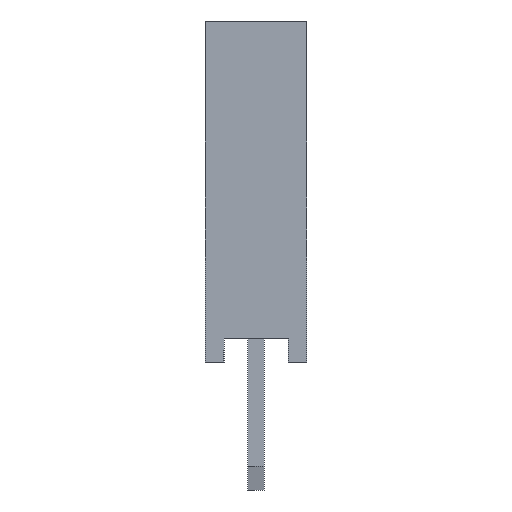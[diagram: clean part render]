
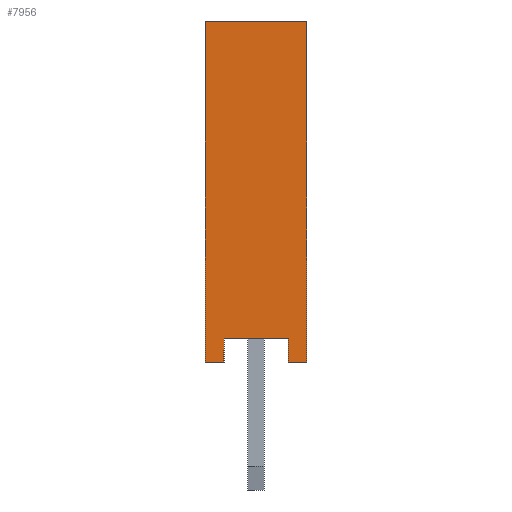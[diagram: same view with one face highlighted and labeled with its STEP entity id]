
A CAD part, left-side view. The second image highlights one B-rep face of the part: STEP entity #7956.
In plain terms, the highlighted planar face has unit normal (-1, 0, 0).
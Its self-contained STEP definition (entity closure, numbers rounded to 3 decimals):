
#60 = ORIENTED_EDGE ( 'NONE', *, *, #2358, .T. ) ;
#500 = CARTESIAN_POINT ( 'NONE',  ( -1.27, 0.47, 0.6 ) ) ;
#851 = VERTEX_POINT ( 'NONE', #9769 ) ;
#858 = LINE ( 'NONE', #8808, #3163 ) ;
#903 = VECTOR ( 'NONE', #9629, 1000. ) ;
#931 = EDGE_CURVE ( 'NONE', #12974, #4889, #8364, .T. ) ;
#1109 = EDGE_CURVE ( 'NONE', #851, #9431, #6255, .T. ) ;
#1269 = EDGE_LOOP ( 'NONE', ( #10816, #9288, #11034, #7908, #9457, #11949, #6935, #60 ) ) ;
#1334 = VERTEX_POINT ( 'NONE', #8145 ) ;
#1662 = VECTOR ( 'NONE', #5981, 1000. ) ;
#2033 = CARTESIAN_POINT ( 'NONE',  ( -1.27, 0., 0. ) ) ;
#2358 = EDGE_CURVE ( 'NONE', #1334, #3587, #4727, .T. ) ;
#2931 = DIRECTION ( 'NONE',  ( 1., 0., 0. ) ) ;
#3163 = VECTOR ( 'NONE', #9803, 1000. ) ;
#3192 = EDGE_CURVE ( 'NONE', #8717, #851, #6694, .T. ) ;
#3368 = CARTESIAN_POINT ( 'NONE',  ( -1.27, 2.54, 8.5 ) ) ;
#3455 = LINE ( 'NONE', #3368, #6487 ) ;
#3552 = VECTOR ( 'NONE', #8021, 1000. ) ;
#3587 = VERTEX_POINT ( 'NONE', #5640 ) ;
#3646 = LINE ( 'NONE', #7330, #13049 ) ;
#3884 = FACE_OUTER_BOUND ( 'NONE', #1269, .T. ) ;
#4100 = DIRECTION ( 'NONE',  ( 0., -1., 0. ) ) ;
#4507 = CARTESIAN_POINT ( 'NONE',  ( -1.27, 0., 8.5 ) ) ;
#4668 = EDGE_CURVE ( 'NONE', #7246, #4889, #858, .T. ) ;
#4727 = LINE ( 'NONE', #13406, #9935 ) ;
#4889 = VERTEX_POINT ( 'NONE', #2033 ) ;
#5147 = CARTESIAN_POINT ( 'NONE',  ( -1.27, 0., 8.5 ) ) ;
#5384 = EDGE_CURVE ( 'NONE', #7246, #8717, #12036, .T. ) ;
#5640 = CARTESIAN_POINT ( 'NONE',  ( -1.27, 2.54, 0. ) ) ;
#5981 = DIRECTION ( 'NONE',  ( 0., 1., 0. ) ) ;
#6015 = CARTESIAN_POINT ( 'NONE',  ( -1.27, 2.07, 0.6 ) ) ;
#6255 = LINE ( 'NONE', #6015, #3552 ) ;
#6487 = VECTOR ( 'NONE', #7544, 1000. ) ;
#6694 = LINE ( 'NONE', #500, #1662 ) ;
#6935 = ORIENTED_EDGE ( 'NONE', *, *, #9565, .F. ) ;
#7081 = DIRECTION ( 'NONE',  ( 0., 0., -1. ) ) ;
#7144 = AXIS2_PLACEMENT_3D ( 'NONE', #10090, #2931, #7081 ) ;
#7191 = CARTESIAN_POINT ( 'NONE',  ( -1.27, 2.07, 0. ) ) ;
#7246 = VERTEX_POINT ( 'NONE', #10727 ) ;
#7330 = CARTESIAN_POINT ( 'NONE',  ( -1.27, 2.54, 0. ) ) ;
#7544 = DIRECTION ( 'NONE',  ( 0., -1., 0. ) ) ;
#7908 = ORIENTED_EDGE ( 'NONE', *, *, #5384, .F. ) ;
#7956 = ADVANCED_FACE ( 'NONE', ( #3884 ), #13154, .F. ) ;
#8021 = DIRECTION ( 'NONE',  ( 0., 0., -1. ) ) ;
#8145 = CARTESIAN_POINT ( 'NONE',  ( -1.27, 2.54, 8.5 ) ) ;
#8364 = LINE ( 'NONE', #4507, #903 ) ;
#8717 = VERTEX_POINT ( 'NONE', #13499 ) ;
#8808 = CARTESIAN_POINT ( 'NONE',  ( -1.27, 2.54, 0. ) ) ;
#9288 = ORIENTED_EDGE ( 'NONE', *, *, #1109, .F. ) ;
#9431 = VERTEX_POINT ( 'NONE', #7191 ) ;
#9457 = ORIENTED_EDGE ( 'NONE', *, *, #4668, .T. ) ;
#9565 = EDGE_CURVE ( 'NONE', #1334, #12974, #3455, .T. ) ;
#9629 = DIRECTION ( 'NONE',  ( 0., 0., -1. ) ) ;
#9769 = CARTESIAN_POINT ( 'NONE',  ( -1.27, 2.07, 0.6 ) ) ;
#9803 = DIRECTION ( 'NONE',  ( 0., -1., 0. ) ) ;
#9935 = VECTOR ( 'NONE', #11192, 1000. ) ;
#10090 = CARTESIAN_POINT ( 'NONE',  ( -1.27, 2.54, 8.5 ) ) ;
#10727 = CARTESIAN_POINT ( 'NONE',  ( -1.27, 0.47, 0. ) ) ;
#10816 = ORIENTED_EDGE ( 'NONE', *, *, #11472, .T. ) ;
#11034 = ORIENTED_EDGE ( 'NONE', *, *, #3192, .F. ) ;
#11192 = DIRECTION ( 'NONE',  ( 0., 0., -1. ) ) ;
#11472 = EDGE_CURVE ( 'NONE', #3587, #9431, #3646, .T. ) ;
#11692 = VECTOR ( 'NONE', #12971, 1000. ) ;
#11949 = ORIENTED_EDGE ( 'NONE', *, *, #931, .F. ) ;
#12036 = LINE ( 'NONE', #12789, #11692 ) ;
#12789 = CARTESIAN_POINT ( 'NONE',  ( -1.27, 0.47, 0.6 ) ) ;
#12971 = DIRECTION ( 'NONE',  ( 0., 0., 1. ) ) ;
#12974 = VERTEX_POINT ( 'NONE', #5147 ) ;
#13049 = VECTOR ( 'NONE', #4100, 1000. ) ;
#13154 = PLANE ( 'NONE',  #7144 ) ;
#13406 = CARTESIAN_POINT ( 'NONE',  ( -1.27, 2.54, 8.5 ) ) ;
#13499 = CARTESIAN_POINT ( 'NONE',  ( -1.27, 0.47, 0.6 ) ) ;
